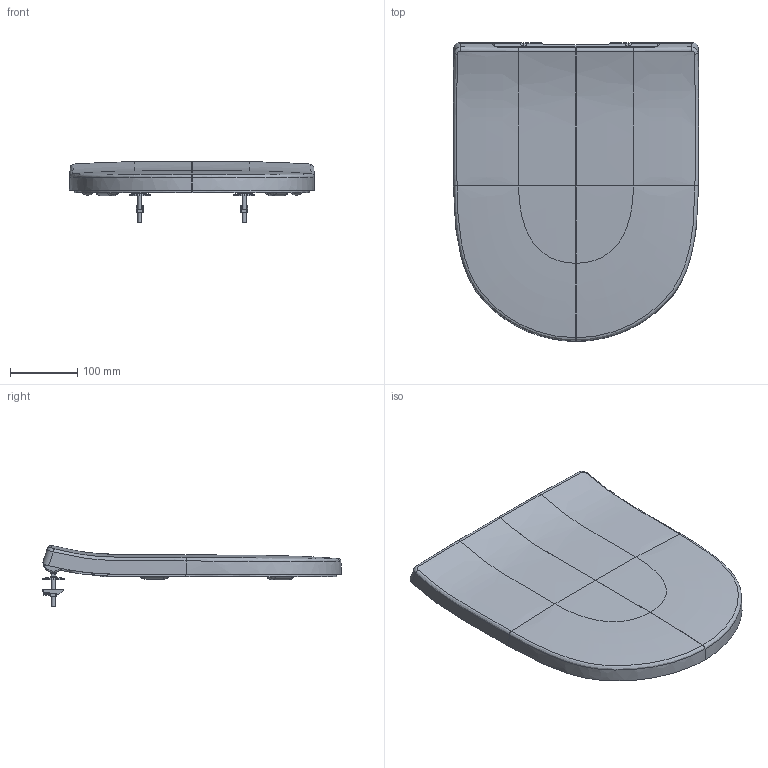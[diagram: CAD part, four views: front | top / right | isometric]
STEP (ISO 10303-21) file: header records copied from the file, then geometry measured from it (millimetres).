
FILE_DESCRIPTION(/* description */ (''),/* implementation_level */ '2;1');
FILE_NAME(/* name */ 'E00050896_000_1-03_PRT_8M82S1_WCS_Kommunikations-Modell.stp',/* time_stamp */ '2025-05-27T11:44:20+02:00',/* author */ (''),/* organization */ (''),/* preprocessor_version */ 'ST-DEVELOPER v18.1',/* originating_system */ 'SIEMENS PLM Software NX 1973',/* authorisation */ '');
FILE_SCHEMA (('AUTOMOTIVE_DESIGN { 1 0 10303 214 3 1 1 1 }'));
Products named in the file (1): Muel3A00D1EDwlye
Bounding box: 364.55 x 443.74 x 91.4 mm (x, y, z)
Volume: 1672777.4 mm3; surface area: 562457 mm2
Topology: 14 solids, 14 shells, 859 faces, 2067 edges, 1212 vertices
Faces by surface type: bspline 344, cylinder 199, plane 132, torus 120, extrusion 24, revolution 20, cone 14, sphere 6
Full cylindrical faces by diameter (mm): 5 x2, 20.2 x2
Entity records: 58921 total; most frequent: CARTESIAN_POINT 42322, ORIENTED_EDGE 4090, DIRECTION 2408, EDGE_CURVE 2045, VERTEX_POINT 1245, B_SPLINE_CURVE_WITH_KNOTS 1058, AXIS2_PLACEMENT_3D 998, EDGE_LOOP 908
